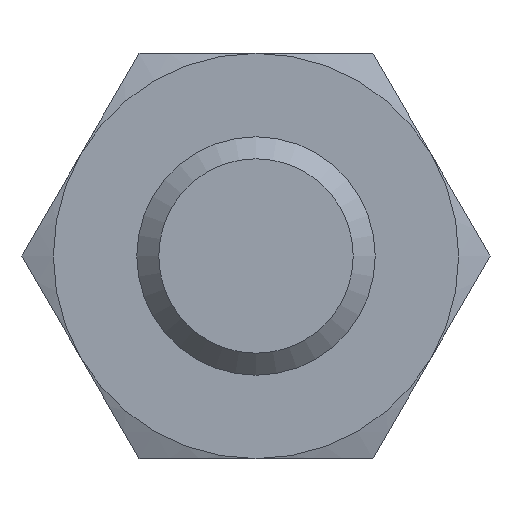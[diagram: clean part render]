
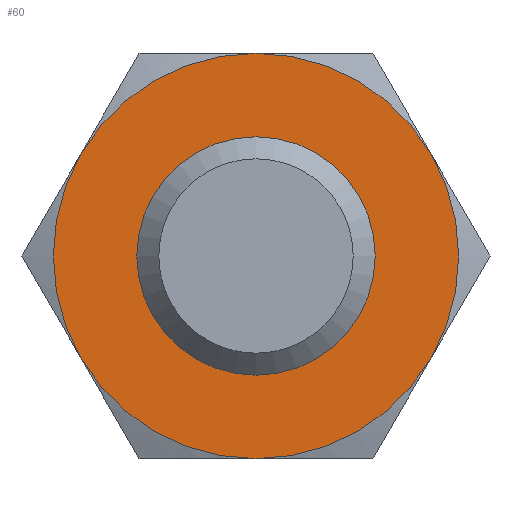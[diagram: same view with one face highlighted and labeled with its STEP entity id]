
A CAD part, front view. The second image highlights one B-rep face of the part: STEP entity #60.
In plain terms, the highlighted planar face has unit normal (0, -1, 0).
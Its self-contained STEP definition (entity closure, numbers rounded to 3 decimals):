
#60 = ADVANCED_FACE( '', ( #135, #136 ), #137, .F. );
#135 = FACE_BOUND( '', #227, .T. );
#136 = FACE_OUTER_BOUND( '', #228, .T. );
#137 = PLANE( '', #229 );
#227 = EDGE_LOOP( '', ( #335 ) );
#228 = EDGE_LOOP( '', ( #336, #337, #338, #339, #340, #341 ) );
#229 = AXIS2_PLACEMENT_3D( '', #342, #343, #344 );
#335 = ORIENTED_EDGE( '', *, *, #520, .F. );
#336 = ORIENTED_EDGE( '', *, *, #521, .T. );
#337 = ORIENTED_EDGE( '', *, *, #522, .T. );
#338 = ORIENTED_EDGE( '', *, *, #523, .T. );
#339 = ORIENTED_EDGE( '', *, *, #524, .T. );
#340 = ORIENTED_EDGE( '', *, *, #525, .T. );
#341 = ORIENTED_EDGE( '', *, *, #526, .T. );
#342 = CARTESIAN_POINT( '', ( 8.5, 0., 0. ) );
#343 = DIRECTION( '', ( 0., 1., 0. ) );
#344 = DIRECTION( '', ( 0., 0., 1. ) );
#520 = EDGE_CURVE( '', #612, #612, #613, .T. );
#521 = EDGE_CURVE( '', #614, #615, #616, .T. );
#522 = EDGE_CURVE( '', #615, #617, #618, .T. );
#523 = EDGE_CURVE( '', #617, #594, #619, .T. );
#524 = EDGE_CURVE( '', #594, #620, #621, .T. );
#525 = EDGE_CURVE( '', #620, #576, #622, .T. );
#526 = EDGE_CURVE( '', #576, #614, #623, .T. );
#576 = VERTEX_POINT( '', #681 );
#594 = VERTEX_POINT( '', #721 );
#612 = VERTEX_POINT( '', #770 );
#613 = CIRCLE( '', #771, 3.85 );
#614 = VERTEX_POINT( '', #772 );
#615 = VERTEX_POINT( '', #773 );
#616 = CIRCLE( '', #774, 8.5 );
#617 = VERTEX_POINT( '', #775 );
#618 = CIRCLE( '', #776, 8.5 );
#619 = CIRCLE( '', #777, 8.5 );
#620 = VERTEX_POINT( '', #778 );
#621 = CIRCLE( '', #779, 8.5 );
#622 = CIRCLE( '', #780, 8.5 );
#623 = CIRCLE( '', #781, 8.5 );
#681 = CARTESIAN_POINT( '', ( -7.361, 0., -4.25 ) );
#721 = CARTESIAN_POINT( '', ( 0., 0., 8.5 ) );
#770 = CARTESIAN_POINT( '', ( 0., 0., -3.85 ) );
#771 = AXIS2_PLACEMENT_3D( '', #919, #920, #921 );
#772 = CARTESIAN_POINT( '', ( 0., 0., -8.5 ) );
#773 = CARTESIAN_POINT( '', ( 7.361, 0., -4.25 ) );
#774 = AXIS2_PLACEMENT_3D( '', #922, #923, #924 );
#775 = CARTESIAN_POINT( '', ( 7.361, 0., 4.25 ) );
#776 = AXIS2_PLACEMENT_3D( '', #925, #926, #927 );
#777 = AXIS2_PLACEMENT_3D( '', #928, #929, #930 );
#778 = CARTESIAN_POINT( '', ( -7.361, 0., 4.25 ) );
#779 = AXIS2_PLACEMENT_3D( '', #931, #932, #933 );
#780 = AXIS2_PLACEMENT_3D( '', #934, #935, #936 );
#781 = AXIS2_PLACEMENT_3D( '', #937, #938, #939 );
#919 = CARTESIAN_POINT( '', ( 0., 0., 0. ) );
#920 = DIRECTION( '', ( 0., -1., 0. ) );
#921 = DIRECTION( '', ( 0., 0., -1. ) );
#922 = CARTESIAN_POINT( '', ( 0., 0., 0. ) );
#923 = DIRECTION( '', ( 0., -1., 0. ) );
#924 = DIRECTION( '', ( 0., 0., -1. ) );
#925 = CARTESIAN_POINT( '', ( 0., 0., 0. ) );
#926 = DIRECTION( '', ( 0., -1., 0. ) );
#927 = DIRECTION( '', ( 0., 0., -1. ) );
#928 = CARTESIAN_POINT( '', ( 0., 0., 0. ) );
#929 = DIRECTION( '', ( 0., -1., 0. ) );
#930 = DIRECTION( '', ( 0., 0., -1. ) );
#931 = CARTESIAN_POINT( '', ( 0., 0., 0. ) );
#932 = DIRECTION( '', ( 0., -1., 0. ) );
#933 = DIRECTION( '', ( 0., 0., -1. ) );
#934 = CARTESIAN_POINT( '', ( 0., 0., 0. ) );
#935 = DIRECTION( '', ( 0., -1., 0. ) );
#936 = DIRECTION( '', ( 0., 0., -1. ) );
#937 = CARTESIAN_POINT( '', ( 0., 0., 0. ) );
#938 = DIRECTION( '', ( 0., -1., 0. ) );
#939 = DIRECTION( '', ( 0., 0., -1. ) );
